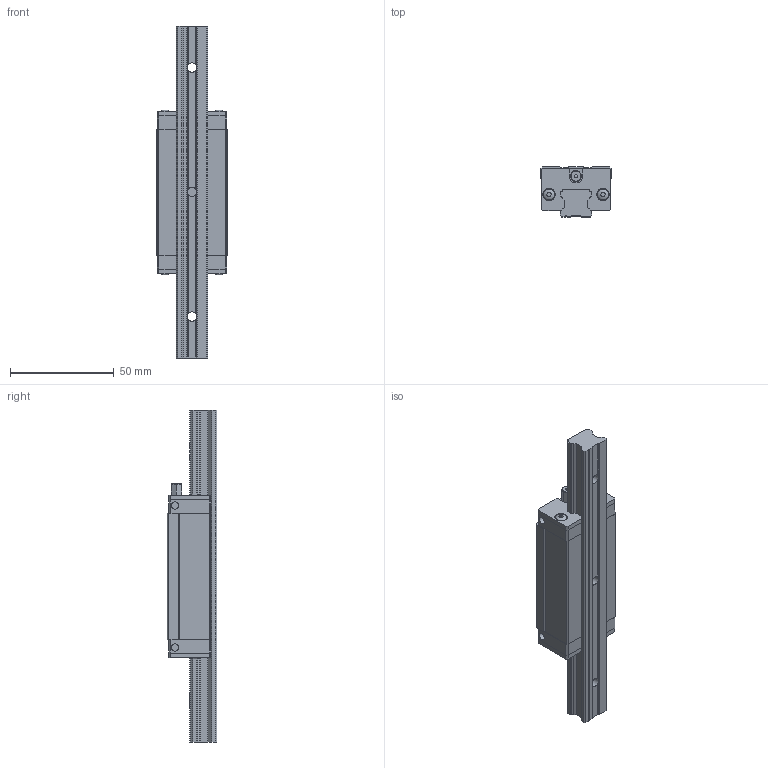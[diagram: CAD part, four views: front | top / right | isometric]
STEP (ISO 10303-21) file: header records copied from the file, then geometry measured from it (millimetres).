
FILE_DESCRIPTION (( 'STEP AP203' ), '1' );
FILE_NAME ('SBI 15 HLL.STEP', '2015-01-08T04:38:10', ( 'john' ), ( '' ), 'SwSTEP 2.0', 'SolidWorks 2013', '' );
FILE_SCHEMA (( 'CONFIG_CONTROL_DESIGN' ));
Length unit declared in the file: millimetre
Products named in the file (7): DEFAULT_4; DEFAULT_2; DEFAULT_5; DEFAULT_1; SBI 15 HLL; DEFAULT_3; 1N
Assembly tree (11 placements, depth 2):
  SBI 15 HLL
    DEFAULT_1
    DEFAULT_3  x2
    DEFAULT_4  x2
    DEFAULT_5  x4
    1N
    DEFAULT_2
Bounding box: 34 x 24 x 160 mm (x, y, z)
Volume: 69570.4 mm3; surface area: 27383.3 mm2
Topology: 11 solids, 11 shells, 333 faces, 888 edges, 587 vertices
Faces by surface type: plane 230, cylinder 80, cone 10, bspline 9, torus 4
Full cylindrical faces by diameter (mm): 2.5 x4, 3.3 x4, 3.4 x8, 3.5 x6, 4 x1, 4.1 x2, 4.5 x3, 5.5 x4, 6 x4, 7.5 x3
Entity records: 7625 total; most frequent: CARTESIAN_POINT 1402, ORIENTED_EDGE 1082, DIRECTION 1078, EDGE_CURVE 541, VECTOR 398, LINE 398, VERTEX_POINT 379, AXIS2_PLACEMENT_3D 340
